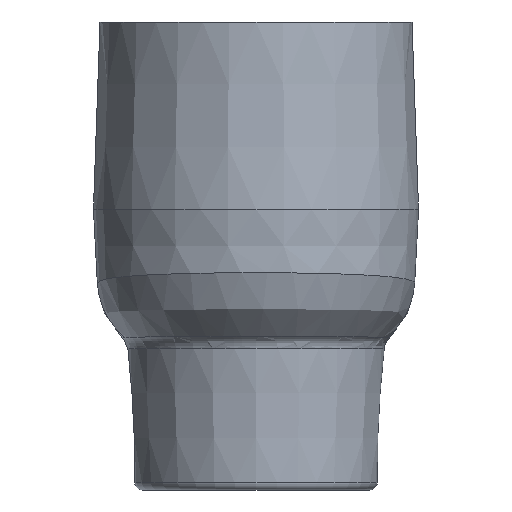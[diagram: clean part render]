
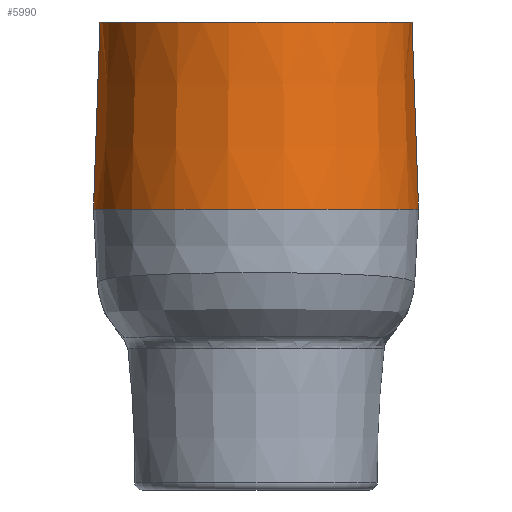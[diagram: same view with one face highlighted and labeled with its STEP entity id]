
A CAD part, left-side view. The second image highlights one B-rep face of the part: STEP entity #5990.
In plain terms, the highlighted conical face has half-angle 2 degrees and reference radius 31.75 mm.
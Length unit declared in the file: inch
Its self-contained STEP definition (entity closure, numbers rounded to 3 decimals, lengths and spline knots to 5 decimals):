
#56=CONICAL_SURFACE('',#6264,1.25,0.035);
#110=CIRCLE('',#6263,1.30238);
#111=CIRCLE('',#6265,1.25);
#870=FACE_OUTER_BOUND('',#1240,.T.);
#1240=EDGE_LOOP('',(#5167,#5168,#5169,#5170,#5171,#5172));
#1798=LINE('',#10995,#2304);
#1807=LINE('',#11121,#2313);
#1811=LINE('',#11359,#2317);
#1812=LINE('',#11361,#2318);
#2304=VECTOR('',#7160,1.41001);
#2313=VECTOR('',#7181,1.41001);
#2317=VECTOR('',#7191,0.0909);
#2318=VECTOR('',#7194,0.0909);
#2837=VERTEX_POINT('',#10992);
#2838=VERTEX_POINT('',#10994);
#2841=VERTEX_POINT('',#11035);
#2847=VERTEX_POINT('',#11073);
#2849=VERTEX_POINT('',#11119);
#2850=VERTEX_POINT('',#11120);
#3630=EDGE_CURVE('',#2837,#2838,#1798,.T.);
#3644=EDGE_CURVE('',#2849,#2850,#1807,.T.);
#3649=EDGE_CURVE('',#2847,#2841,#110,.F.);
#3650=EDGE_CURVE('',#2847,#2849,#1811,.T.);
#3651=EDGE_CURVE('',#2838,#2850,#111,.T.);
#3652=EDGE_CURVE('',#2841,#2837,#1812,.T.);
#5167=ORIENTED_EDGE('',*,*,#3649,.F.);
#5168=ORIENTED_EDGE('',*,*,#3650,.T.);
#5169=ORIENTED_EDGE('',*,*,#3644,.T.);
#5170=ORIENTED_EDGE('',*,*,#3651,.F.);
#5171=ORIENTED_EDGE('',*,*,#3630,.F.);
#5172=ORIENTED_EDGE('',*,*,#3652,.F.);
#5990=ADVANCED_FACE('',(#870),#56,.T.);
#6263=AXIS2_PLACEMENT_3D('',#11357,#7187,#7188);
#6264=AXIS2_PLACEMENT_3D('',#11358,#7189,#7190);
#6265=AXIS2_PLACEMENT_3D('',#11360,#7192,#7193);
#7160=DIRECTION('',(0.,-0.035,0.999));
#7181=DIRECTION('',(0.,0.035,0.999));
#7187=DIRECTION('center_axis',(0.,0.,1.));
#7188=DIRECTION('ref_axis',(0.,-1.,0.));
#7189=DIRECTION('center_axis',(0.,0.,-1.));
#7190=DIRECTION('ref_axis',(1.,0.,0.));
#7191=DIRECTION('',(0.,0.035,0.999));
#7192=DIRECTION('center_axis',(0.,0.,1.));
#7193=DIRECTION('ref_axis',(1.,0.,0.));
#7194=DIRECTION('',(0.,-0.035,0.999));
#10992=CARTESIAN_POINT('',(0.,1.29921,-1.40915));
#10994=CARTESIAN_POINT('',(0.,1.25,0.));
#10995=CARTESIAN_POINT('',(0.,1.29921,-1.40915));
#11035=CARTESIAN_POINT('',(0.,1.30238,-1.5));
#11073=CARTESIAN_POINT('',(0.,-1.30238,-1.5));
#11119=CARTESIAN_POINT('',(0.,-1.29921,-1.40915));
#11120=CARTESIAN_POINT('',(0.,-1.25,0.));
#11121=CARTESIAN_POINT('',(0.,-1.29921,-1.40915));
#11357=CARTESIAN_POINT('Origin',(0.,0.,-1.5));
#11358=CARTESIAN_POINT('Origin',(0.,0.,0.));
#11359=CARTESIAN_POINT('',(0.,-1.30238,-1.5));
#11360=CARTESIAN_POINT('Origin',(0.,0.,0.));
#11361=CARTESIAN_POINT('',(0.,1.30238,-1.5));
